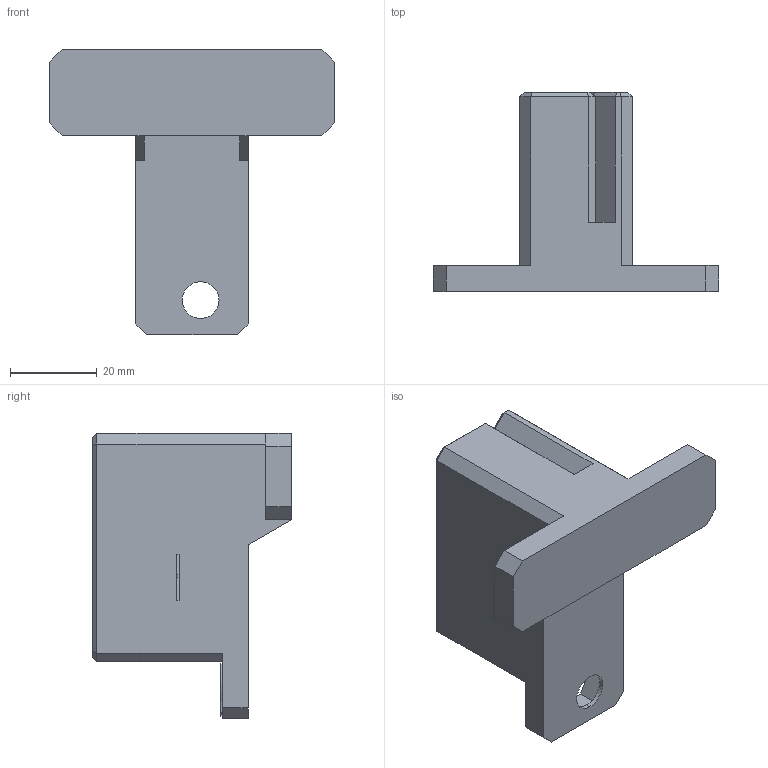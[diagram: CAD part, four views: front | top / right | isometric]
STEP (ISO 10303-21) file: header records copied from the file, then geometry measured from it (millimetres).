
FILE_DESCRIPTION (( 'STEP AP214' ), '1' );
FILE_NAME ('Structure.STEP', '2023-12-23T00:18:07', ( '' ), ( '' ), 'SwSTEP 2.0', 'SolidWorks 2022', '' );
FILE_SCHEMA (( 'AUTOMOTIVE_DESIGN' ));
Length unit declared in the file: millimetre
Products named in the file (1): Structure
Bounding box: 66 x 46 x 66 mm (x, y, z)
Volume: 58251.1 mm3; surface area: 15494.4 mm2
Topology: 1 solids, 1 shells, 106 faces, 275 edges, 176 vertices
Faces by surface type: plane 96, cylinder 4, bspline 4, cone 2
Entity records: 3267 total; most frequent: CARTESIAN_POINT 662, ORIENTED_EDGE 550, DIRECTION 483, EDGE_CURVE 275, LINE 249, VECTOR 249, VERTEX_POINT 176, AXIS2_PLACEMENT_3D 117
